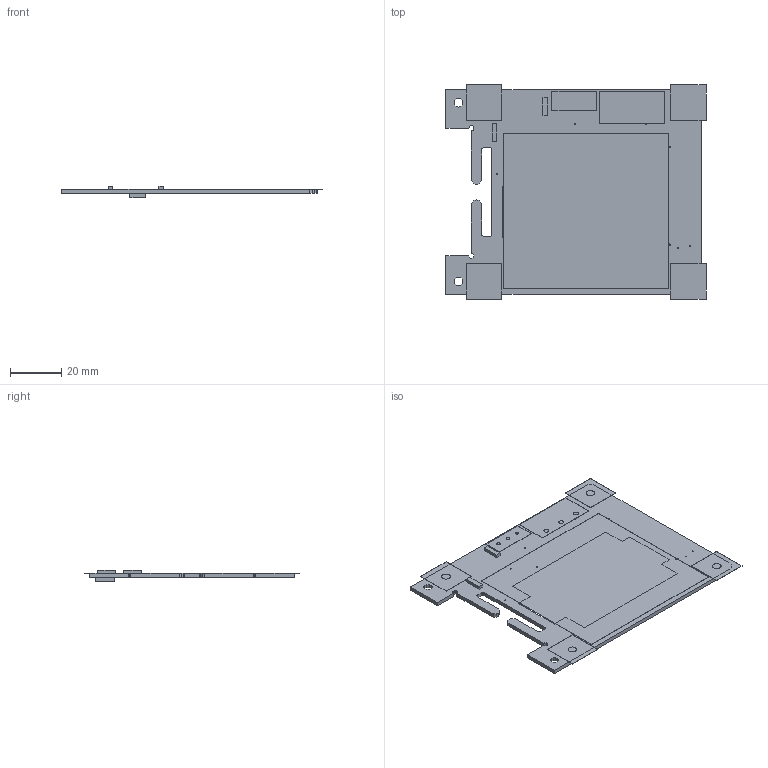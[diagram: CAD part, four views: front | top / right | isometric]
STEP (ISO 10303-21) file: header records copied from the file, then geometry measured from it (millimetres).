
FILE_DESCRIPTION(/* description */ (''),/* implementation_level */ '2;1');
FILE_NAME(/* name */ 'ba5d8150-d0c5-4ef6-b7d1-644bc301fcab.stp',/* time_stamp */ '2022-07-22T23:44:09Z',/* author */ (''),/* organization */ (''),/* preprocessor_version */ 'ST-DEVELOPER v19',/* originating_system */ 'Autodesk Translation Framework v11.7.0.108',/* authorisation */ '');
FILE_SCHEMA (('AUTOMOTIVE_DESIGN { 1 0 10303 214 3 1 1 }'));
Length unit declared in the file: millimetre
Products named in the file (15): ba5d8150-d0c5-4ef6-b7d1-644bc301fcab; PCB Component; Board; M3_BRASS; CONN_2X3_SMD; TP; 100 uF; 330; YELLOW; XL4016-DEV; AZ1084C; BARRIER_BLOCK-3PIN; 1X03; PTC; SCREW_TERMINAL_3
Assembly tree (36 placements, depth 3):
  ba5d8150-d0c5-4ef6-b7d1-644bc301fcab
    PCB Component
      Board
      M3_BRASS  x4
      CONN_2X3_SMD
      TP  x5
      100 uF
      330  x14
      YELLOW  x2
      XL4016-DEV
      AZ1084C
      BARRIER_BLOCK-3PIN
      1X03  x2
      PTC
      SCREW_TERMINAL_3
Bounding box: 101.99 x 83.98 x 4.53 mm (x, y, z)
Volume: 8466.4 mm3; surface area: 22742.3 mm2
Topology: 35 solids, 35 shells, 405 faces, 1005 edges, 670 vertices
Faces by surface type: plane 360, cylinder 45
Full cylindrical faces by diameter (mm): 0.35 x6, 0.508 x2, 1.016 x7, 1.3 x3, 1.905 x3
Entity records: 9337 total; most frequent: CARTESIAN_POINT 1559, ORIENTED_EDGE 1482, DIRECTION 1479, EDGE_CURVE 741, LINE 651, VECTOR 651, VERTEX_POINT 494, AXIS2_PLACEMENT_3D 414
